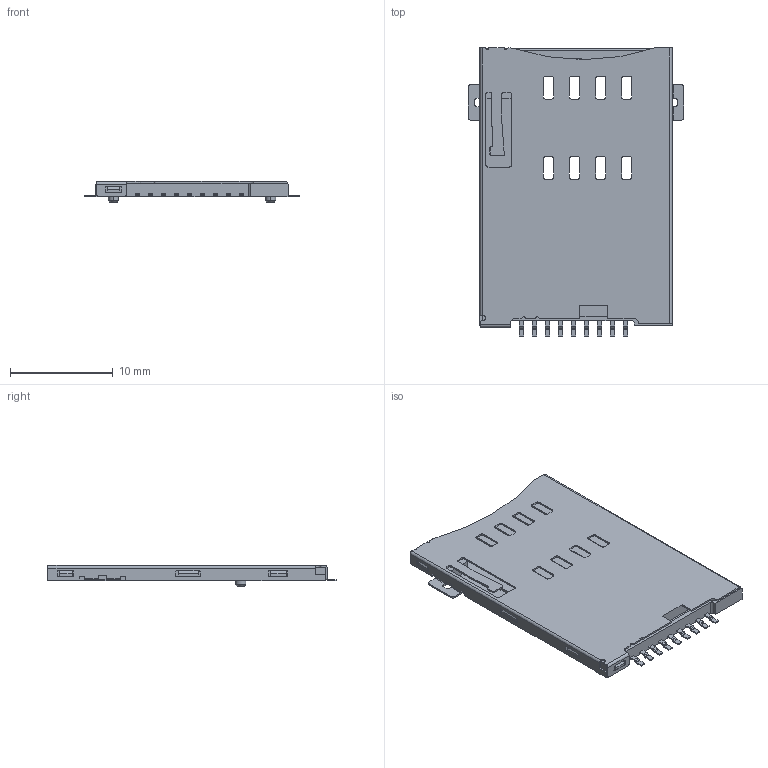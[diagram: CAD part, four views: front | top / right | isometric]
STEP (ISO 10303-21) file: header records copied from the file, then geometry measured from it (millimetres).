
FILE_DESCRIPTION((''),'2;1');
FILE_NAME('785260001','2017-07-03T',('ghp'),(''),'PRO/ENGINEER BY PARAMETRIC TECHNOLOGY CORPORATION, 2012310','PRO/ENGINEER BY PARAMETRIC TECHNOLOGY CORPORATION, 2012310','');
FILE_SCHEMA(('CONFIG_CONTROL_DESIGN'));
Length unit declared in the file: millimetre
Products named in the file (1): 785260001
Bounding box: 21 x 28.05 x 2.05 mm (x, y, z)
Volume: 296.1 mm3; surface area: 2006.6 mm2
Topology: 1 solids, 1 shells, 556 faces, 1675 edges, 1132 vertices
Faces by surface type: plane 388, cylinder 158, torus 4, cone 4, bspline 2
Entity records: 18897 total; most frequent: CARTESIAN_POINT 3447, ORIENTED_EDGE 3254, DIRECTION 3105, EDGE_CURVE 1627, VECTOR 1317, LINE 1317, VERTEX_POINT 1084, AXIS2_PLACEMENT_3D 894
